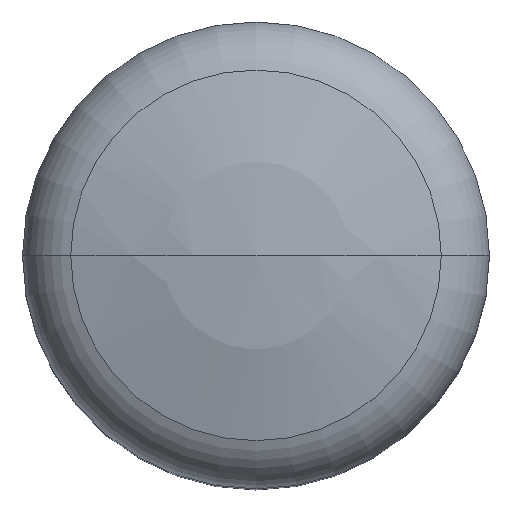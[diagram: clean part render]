
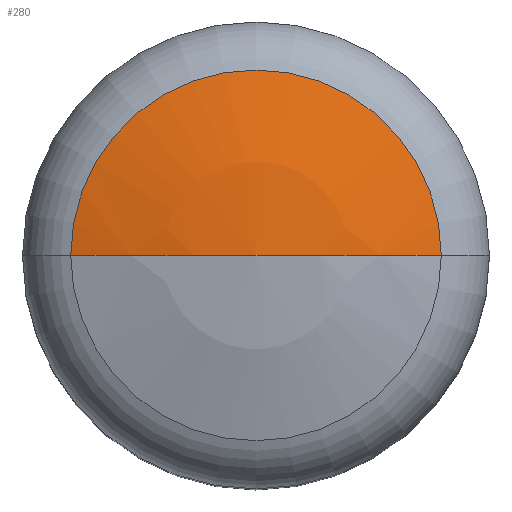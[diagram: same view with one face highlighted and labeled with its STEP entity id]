
A CAD part, top view. The second image highlights one B-rep face of the part: STEP entity #280.
In plain terms, the highlighted spherical face has radius 30 mm.
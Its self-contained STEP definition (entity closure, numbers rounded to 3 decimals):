
#258=EDGE_CURVE('',#308,#318,#540,.T.);
#266=VERTEX_POINT('',#549);
#280=ADVANCED_FACE('',(#564),#565,.T.);
#282=EDGE_CURVE('',#266,#308,#567,.T.);
#302=EDGE_CURVE('',#318,#266,#588,.T.);
#308=VERTEX_POINT('',#594);
#318=VERTEX_POINT('',#605);
#540=CIRCLE('',#889,30.0);
#549=CARTESIAN_POINT('',(-8.731,0.,57.201));
#564=FACE_OUTER_BOUND('',#930,.T.);
#565=SPHERICAL_SURFACE('',#931,30.0);
#567=CIRCLE('',#934,30.0);
#588=CIRCLE('',#960,8.731);
#594=CARTESIAN_POINT('',(0.,0.,58.5));
#605=CARTESIAN_POINT('',(8.731,0.,57.201));
#889=AXIS2_PLACEMENT_3D('',#1282,#1283,#1284);
#930=EDGE_LOOP('',(#1308,#1309,#1310));
#931=AXIS2_PLACEMENT_3D('',#1311,#1312,#1313);
#934=AXIS2_PLACEMENT_3D('',#1314,#1315,#1316);
#960=AXIS2_PLACEMENT_3D('',#1337,#1338,#1339);
#1282=CARTESIAN_POINT('',(0.,0.,28.5));
#1283=DIRECTION('',(0.,1.0,0.0));
#1284=DIRECTION('',(0.0,-0.0,-1.0));
#1308=ORIENTED_EDGE('',*,*,#282,.T.);
#1309=ORIENTED_EDGE('',*,*,#258,.T.);
#1310=ORIENTED_EDGE('',*,*,#302,.T.);
#1311=CARTESIAN_POINT('',(0.,0.,28.5));
#1312=DIRECTION('',(0.0,0.0,1.0));
#1313=DIRECTION('',(-1.0,0.,0.0));
#1314=CARTESIAN_POINT('',(0.,0.,28.5));
#1315=DIRECTION('',(0.,1.0,0.0));
#1316=DIRECTION('',(0.0,-0.0,-1.0));
#1337=CARTESIAN_POINT('',(0.,0.,57.201));
#1338=DIRECTION('',(0.0,0.0,1.0));
#1339=DIRECTION('',(1.0,0.,0.0));
